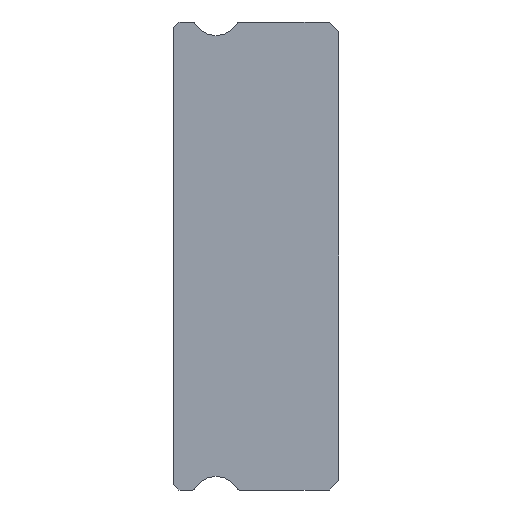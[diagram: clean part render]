
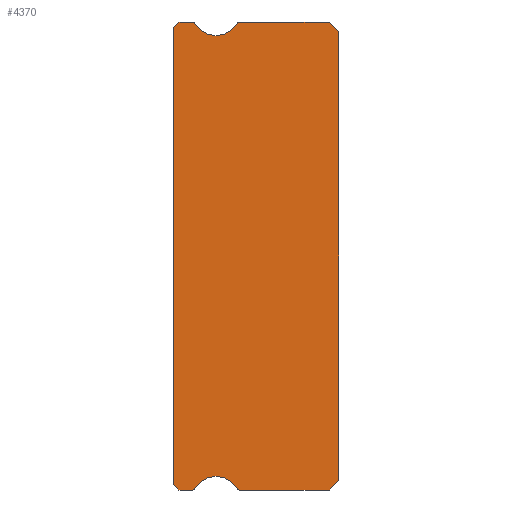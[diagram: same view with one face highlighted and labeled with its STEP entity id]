
A CAD part, left-side view. The second image highlights one B-rep face of the part: STEP entity #4370.
In plain terms, the highlighted planar face has unit normal (-1, 0, 0).
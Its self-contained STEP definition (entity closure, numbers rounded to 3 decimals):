
#3 = VERTEX_POINT ( 'NONE', #5278 ) ;
#39 = CARTESIAN_POINT ( 'NONE',  ( -20., 5.217, -11.925 ) ) ;
#71 = VECTOR ( 'NONE', #3344, 1000. ) ;
#90 = EDGE_LOOP ( 'NONE', ( #4299, #4009, #1265, #3229, #578, #1410, #3122, #898, #4572, #608, #4744, #612, #5039, #2493, #5273, #1897, #2836 ) ) ;
#124 = LINE ( 'NONE', #1466, #1296 ) ;
#185 = CARTESIAN_POINT ( 'NONE',  ( -20., 0.5, 12. ) ) ;
#210 = EDGE_CURVE ( 'NONE', #4710, #3223, #1729, .T. ) ;
#228 = DIRECTION ( 'NONE',  ( 0., -1., 0. ) ) ;
#231 = VERTEX_POINT ( 'NONE', #1817 ) ;
#389 = CIRCLE ( 'NONE', #1759, 0.15 ) ;
#454 = AXIS2_PLACEMENT_3D ( 'NONE', #3354, #3748, #1763 ) ;
#529 = VERTEX_POINT ( 'NONE', #2956 ) ;
#565 = VERTEX_POINT ( 'NONE', #1040 ) ;
#572 = CARTESIAN_POINT ( 'NONE',  ( -20., 7.383, 11.925 ) ) ;
#578 = ORIENTED_EDGE ( 'NONE', *, *, #2329, .F. ) ;
#608 = ORIENTED_EDGE ( 'NONE', *, *, #3940, .F. ) ;
#612 = ORIENTED_EDGE ( 'NONE', *, *, #4664, .F. ) ;
#653 = CARTESIAN_POINT ( 'NONE',  ( -20., 5.088, 11.85 ) ) ;
#681 = LINE ( 'NONE', #2326, #1237 ) ;
#717 = FACE_OUTER_BOUND ( 'NONE', #90, .T. ) ;
#735 = CARTESIAN_POINT ( 'NONE',  ( -20., 7.383, -11.925 ) ) ;
#867 = CARTESIAN_POINT ( 'NONE',  ( -20., 6.3, 11.3 ) ) ;
#894 = LINE ( 'NONE', #3671, #3678 ) ;
#898 = ORIENTED_EDGE ( 'NONE', *, *, #2230, .F. ) ;
#935 = AXIS2_PLACEMENT_3D ( 'NONE', #1048, #2749, #2361 ) ;
#1040 = CARTESIAN_POINT ( 'NONE',  ( -20., 8.2, -12. ) ) ;
#1048 = CARTESIAN_POINT ( 'NONE',  ( -20., 7.512, 11.85 ) ) ;
#1057 = CARTESIAN_POINT ( 'NONE',  ( -20., 7.512, -12. ) ) ;
#1132 = PLANE ( 'NONE',  #935 ) ;
#1174 = CARTESIAN_POINT ( 'NONE',  ( -20., 7.512, -12. ) ) ;
#1216 = DIRECTION ( 'NONE',  ( 0., 0., -1. ) ) ;
#1226 = EDGE_CURVE ( 'NONE', #4769, #2019, #2763, .T. ) ;
#1237 = VECTOR ( 'NONE', #3938, 1000. ) ;
#1265 = ORIENTED_EDGE ( 'NONE', *, *, #4920, .T. ) ;
#1270 = DIRECTION ( 'NONE',  ( 1., 0., 0. ) ) ;
#1274 = CIRCLE ( 'NONE', #2133, 0.15 ) ;
#1296 = VECTOR ( 'NONE', #4281, 1000. ) ;
#1326 = CARTESIAN_POINT ( 'NONE',  ( -20., 0., 11.5 ) ) ;
#1410 = ORIENTED_EDGE ( 'NONE', *, *, #3720, .F. ) ;
#1466 = CARTESIAN_POINT ( 'NONE',  ( -20., 0., -11.5 ) ) ;
#1523 = DIRECTION ( 'NONE',  ( 0., 0., -1. ) ) ;
#1531 = CARTESIAN_POINT ( 'NONE',  ( -20., 5.088, -12. ) ) ;
#1555 = EDGE_CURVE ( 'NONE', #2313, #1868, #3183, .T. ) ;
#1570 = DIRECTION ( 'NONE',  ( 0., 1., 0. ) ) ;
#1623 = CARTESIAN_POINT ( 'NONE',  ( -20., 8.5, 11.85 ) ) ;
#1652 = DIRECTION ( 'NONE',  ( 0., 0.707, -0.707 ) ) ;
#1705 = DIRECTION ( 'NONE',  ( 0., 0., 1. ) ) ;
#1729 = LINE ( 'NONE', #1326, #4569 ) ;
#1759 = AXIS2_PLACEMENT_3D ( 'NONE', #3168, #5107, #1523 ) ;
#1763 = DIRECTION ( 'NONE',  ( 0., 0., -1. ) ) ;
#1772 = EDGE_CURVE ( 'NONE', #3450, #4981, #681, .T. ) ;
#1816 = AXIS2_PLACEMENT_3D ( 'NONE', #3460, #3884, #2221 ) ;
#1817 = CARTESIAN_POINT ( 'NONE',  ( -20., 8.5, 11.7 ) ) ;
#1868 = VERTEX_POINT ( 'NONE', #867 ) ;
#1897 = ORIENTED_EDGE ( 'NONE', *, *, #1772, .T. ) ;
#2019 = VERTEX_POINT ( 'NONE', #1531 ) ;
#2082 = DIRECTION ( 'NONE',  ( 0., 0., -1. ) ) ;
#2133 = AXIS2_PLACEMENT_3D ( 'NONE', #2865, #3659, #1216 ) ;
#2158 = VERTEX_POINT ( 'NONE', #2885 ) ;
#2205 = LINE ( 'NONE', #5063, #4164 ) ;
#2221 = DIRECTION ( 'NONE',  ( 0., 0., -1. ) ) ;
#2230 = EDGE_CURVE ( 'NONE', #4710, #4769, #124, .T. ) ;
#2313 = VERTEX_POINT ( 'NONE', #572 ) ;
#2325 = CARTESIAN_POINT ( 'NONE',  ( -20., 0., -11.5 ) ) ;
#2326 = CARTESIAN_POINT ( 'NONE',  ( -20., 8.2, 12. ) ) ;
#2329 = EDGE_CURVE ( 'NONE', #3657, #4660, #3334, .T. ) ;
#2340 = CARTESIAN_POINT ( 'NONE',  ( -20., 0.5, 12. ) ) ;
#2361 = DIRECTION ( 'NONE',  ( 0., 0., -1. ) ) ;
#2370 = VERTEX_POINT ( 'NONE', #185 ) ;
#2493 = ORIENTED_EDGE ( 'NONE', *, *, #1555, .F. ) ;
#2509 = CARTESIAN_POINT ( 'NONE',  ( -20., 7.512, 11.85 ) ) ;
#2595 = EDGE_CURVE ( 'NONE', #4981, #231, #894, .T. ) ;
#2611 = EDGE_CURVE ( 'NONE', #529, #231, #4122, .T. ) ;
#2695 = AXIS2_PLACEMENT_3D ( 'NONE', #653, #3065, #4766 ) ;
#2749 = DIRECTION ( 'NONE',  ( 1., 0., 0. ) ) ;
#2763 = LINE ( 'NONE', #1174, #4543 ) ;
#2836 = ORIENTED_EDGE ( 'NONE', *, *, #2595, .T. ) ;
#2865 = CARTESIAN_POINT ( 'NONE',  ( -20., 5.088, -11.85 ) ) ;
#2870 = CIRCLE ( 'NONE', #2695, 0.15 ) ;
#2885 = CARTESIAN_POINT ( 'NONE',  ( -20., 5.217, 11.925 ) ) ;
#2956 = CARTESIAN_POINT ( 'NONE',  ( -20., 8.5, -11.7 ) ) ;
#3059 = AXIS2_PLACEMENT_3D ( 'NONE', #3634, #5262, #4853 ) ;
#3065 = DIRECTION ( 'NONE',  ( 1., 0., 0. ) ) ;
#3122 = ORIENTED_EDGE ( 'NONE', *, *, #1226, .F. ) ;
#3168 = CARTESIAN_POINT ( 'NONE',  ( -20., 7.512, -11.85 ) ) ;
#3183 = CIRCLE ( 'NONE', #454, 1.25 ) ;
#3210 = LINE ( 'NONE', #4808, #3483 ) ;
#3222 = AXIS2_PLACEMENT_3D ( 'NONE', #2509, #1270, #2082 ) ;
#3223 = VERTEX_POINT ( 'NONE', #3540 ) ;
#3229 = ORIENTED_EDGE ( 'NONE', *, *, #4624, .F. ) ;
#3334 = CIRCLE ( 'NONE', #1816, 1.25 ) ;
#3344 = DIRECTION ( 'NONE',  ( 0., 0., 1. ) ) ;
#3354 = CARTESIAN_POINT ( 'NONE',  ( -20., 6.3, 12.55 ) ) ;
#3360 = DIRECTION ( 'NONE',  ( 0., -0.707, -0.707 ) ) ;
#3363 = EDGE_CURVE ( 'NONE', #3450, #2313, #4504, .T. ) ;
#3450 = VERTEX_POINT ( 'NONE', #4465 ) ;
#3460 = CARTESIAN_POINT ( 'NONE',  ( -20., 6.3, -12.55 ) ) ;
#3483 = VECTOR ( 'NONE', #228, 1000. ) ;
#3540 = CARTESIAN_POINT ( 'NONE',  ( -20., 0., 11.5 ) ) ;
#3609 = LINE ( 'NONE', #2340, #5188 ) ;
#3634 = CARTESIAN_POINT ( 'NONE',  ( -20., 6.3, 12.55 ) ) ;
#3657 = VERTEX_POINT ( 'NONE', #39 ) ;
#3659 = DIRECTION ( 'NONE',  ( 1., 0., 0. ) ) ;
#3671 = CARTESIAN_POINT ( 'NONE',  ( -20., 8.5, 11.7 ) ) ;
#3678 = VECTOR ( 'NONE', #1652, 1000. ) ;
#3713 = EDGE_CURVE ( 'NONE', #1868, #2158, #3733, .T. ) ;
#3720 = EDGE_CURVE ( 'NONE', #2019, #3657, #1274, .T. ) ;
#3733 = CIRCLE ( 'NONE', #3059, 1.25 ) ;
#3748 = DIRECTION ( 'NONE',  ( -1., 0., 0. ) ) ;
#3776 = CARTESIAN_POINT ( 'NONE',  ( -20., 7.512, -12. ) ) ;
#3788 = LINE ( 'NONE', #1057, #4739 ) ;
#3884 = DIRECTION ( 'NONE',  ( -1., 0., 0. ) ) ;
#3938 = DIRECTION ( 'NONE',  ( 0., 1., 0. ) ) ;
#3940 = EDGE_CURVE ( 'NONE', #2370, #3223, #3609, .T. ) ;
#3972 = EDGE_CURVE ( 'NONE', #3, #2370, #3210, .T. ) ;
#4009 = ORIENTED_EDGE ( 'NONE', *, *, #4208, .T. ) ;
#4122 = LINE ( 'NONE', #1623, #71 ) ;
#4164 = VECTOR ( 'NONE', #3360, 1000. ) ;
#4208 = EDGE_CURVE ( 'NONE', #529, #565, #2205, .T. ) ;
#4281 = DIRECTION ( 'NONE',  ( 0., 0.707, -0.707 ) ) ;
#4299 = ORIENTED_EDGE ( 'NONE', *, *, #2611, .F. ) ;
#4370 = ADVANCED_FACE ( 'NONE', ( #717 ), #1132, .F. ) ;
#4465 = CARTESIAN_POINT ( 'NONE',  ( -20., 7.512, 12. ) ) ;
#4504 = CIRCLE ( 'NONE', #3222, 0.15 ) ;
#4543 = VECTOR ( 'NONE', #1570, 1000. ) ;
#4561 = VERTEX_POINT ( 'NONE', #3776 ) ;
#4569 = VECTOR ( 'NONE', #1705, 1000. ) ;
#4572 = ORIENTED_EDGE ( 'NONE', *, *, #210, .T. ) ;
#4624 = EDGE_CURVE ( 'NONE', #4660, #4561, #389, .T. ) ;
#4646 = DIRECTION ( 'NONE',  ( 0., -1., 0. ) ) ;
#4660 = VERTEX_POINT ( 'NONE', #735 ) ;
#4664 = EDGE_CURVE ( 'NONE', #2158, #3, #2870, .T. ) ;
#4710 = VERTEX_POINT ( 'NONE', #2325 ) ;
#4739 = VECTOR ( 'NONE', #4646, 1000. ) ;
#4744 = ORIENTED_EDGE ( 'NONE', *, *, #3972, .F. ) ;
#4749 = DIRECTION ( 'NONE',  ( 0., -0.707, -0.707 ) ) ;
#4766 = DIRECTION ( 'NONE',  ( 0., 0., -1. ) ) ;
#4769 = VERTEX_POINT ( 'NONE', #5224 ) ;
#4808 = CARTESIAN_POINT ( 'NONE',  ( -20., 7.512, 12. ) ) ;
#4853 = DIRECTION ( 'NONE',  ( 0., 0., -1. ) ) ;
#4920 = EDGE_CURVE ( 'NONE', #565, #4561, #3788, .T. ) ;
#4981 = VERTEX_POINT ( 'NONE', #5070 ) ;
#5039 = ORIENTED_EDGE ( 'NONE', *, *, #3713, .F. ) ;
#5063 = CARTESIAN_POINT ( 'NONE',  ( -20., 8.2, -12. ) ) ;
#5070 = CARTESIAN_POINT ( 'NONE',  ( -20., 8.2, 12. ) ) ;
#5107 = DIRECTION ( 'NONE',  ( 1., 0., 0. ) ) ;
#5188 = VECTOR ( 'NONE', #4749, 1000. ) ;
#5224 = CARTESIAN_POINT ( 'NONE',  ( -20., 0.5, -12. ) ) ;
#5262 = DIRECTION ( 'NONE',  ( -1., 0., 0. ) ) ;
#5273 = ORIENTED_EDGE ( 'NONE', *, *, #3363, .F. ) ;
#5278 = CARTESIAN_POINT ( 'NONE',  ( -20., 5.088, 12. ) ) ;
